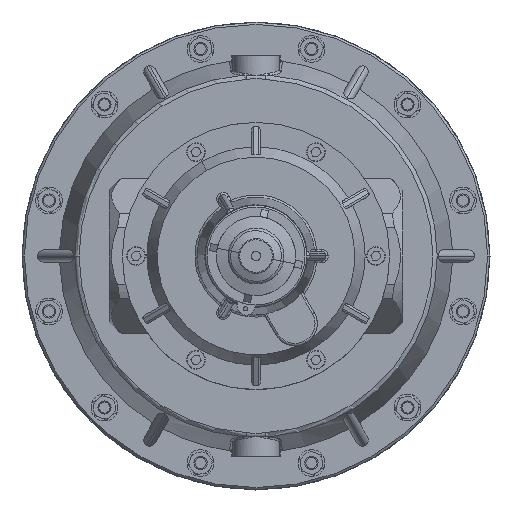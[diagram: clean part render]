
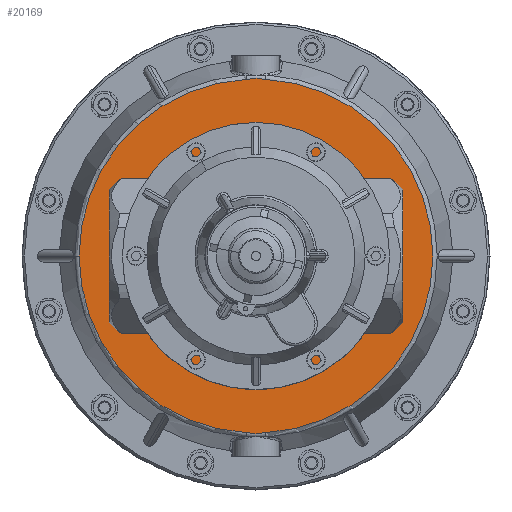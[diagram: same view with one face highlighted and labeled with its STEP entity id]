
A CAD part, front view. The second image highlights one B-rep face of the part: STEP entity #20169.
In plain terms, the highlighted planar face has unit normal (0, -1, 0).
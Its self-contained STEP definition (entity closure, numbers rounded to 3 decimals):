
#104 = FACE_OUTER_BOUND ( 'NONE', #45430, .T. ) ;
#275 = EDGE_CURVE ( 'NONE', #13066, #30646, #21790, .T. ) ;
#2109 = CARTESIAN_POINT ( 'NONE',  ( 4.396, 2., 79.317 ) ) ;
#2551 = VERTEX_POINT ( 'NONE', #59490 ) ;
#2661 = DIRECTION ( 'NONE',  ( 0., -1., 0. ) ) ;
#3168 = CARTESIAN_POINT ( 'NONE',  ( 1.466, 2., -79.699 ) ) ;
#3427 = CARTESIAN_POINT ( 'NONE',  ( -3.657, 2., 79.358 ) ) ;
#3942 = CARTESIAN_POINT ( 'NONE',  ( 1.825, 2., 79.646 ) ) ;
#3965 = ORIENTED_EDGE ( 'NONE', *, *, #14081, .T. ) ;
#4623 = CIRCLE ( 'NONE', #65586, 79.438 ) ;
#5132 = CARTESIAN_POINT ( 'NONE',  ( -45.75, 2., 0. ) ) ;
#5201 = DIRECTION ( 'NONE',  ( 0., -1., 0. ) ) ;
#8661 = CARTESIAN_POINT ( 'NONE',  ( 0., 2., 0. ) ) ;
#9009 = PLANE ( 'NONE',  #69778 ) ;
#9412 = DIRECTION ( 'NONE',  ( 0., -1., 0. ) ) ;
#9429 = CARTESIAN_POINT ( 'NONE',  ( 0.361, 2., 79.802 ) ) ;
#10793 = B_SPLINE_CURVE_WITH_KNOTS ( 'NONE', 3,
 ( #32498, #15649, #56257, #44899, #38433, #67955, #62769, #61984, #56525, #3168, #57051, #73881, #44393, #62250 ),
 .UNSPECIFIED., .F., .F.,
 ( 4, 2, 2, 2, 2, 2, 4 ),
 ( 0., 0.002, 0.003, 0.004, 0.006, 0.007, 0.009 ),
 .UNSPECIFIED. ) ;
#11884 = VERTEX_POINT ( 'NONE', #2109 ) ;
#13066 = VERTEX_POINT ( 'NONE', #5132 ) ;
#14081 = EDGE_CURVE ( 'NONE', #35247, #2551, #72831, .T. ) ;
#14986 = DIRECTION ( 'NONE',  ( -1., 0., 0. ) ) ;
#15025 = CARTESIAN_POINT ( 'NONE',  ( 0., 2., 0. ) ) ;
#15649 = CARTESIAN_POINT ( 'NONE',  ( -3.655, 2., -79.358 ) ) ;
#15654 = CARTESIAN_POINT ( 'NONE',  ( 3.655, 2., 79.358 ) ) ;
#17899 = AXIS2_PLACEMENT_3D ( 'NONE', #62489, #5201, #64283 ) ;
#19144 = ORIENTED_EDGE ( 'NONE', *, *, #275, .F. ) ;
#19601 = CARTESIAN_POINT ( 'NONE',  ( 45.75, 2., 0. ) ) ;
#19833 = CARTESIAN_POINT ( 'NONE',  ( 4.396, 2., 79.317 ) ) ;
#20169 = ADVANCED_FACE ( 'NONE', ( #104, #57582 ), #9009, .T. ) ;
#21790 = CIRCLE ( 'NONE', #49554, 45.75 ) ;
#24300 = ORIENTED_EDGE ( 'NONE', *, *, #46459, .T. ) ;
#25764 = CARTESIAN_POINT ( 'NONE',  ( 0., 2., 0. ) ) ;
#27314 = CARTESIAN_POINT ( 'NONE',  ( 2.924, 2., 79.476 ) ) ;
#27489 = CIRCLE ( 'NONE', #51482, 79.438 ) ;
#30646 = VERTEX_POINT ( 'NONE', #19601 ) ;
#30701 = EDGE_CURVE ( 'NONE', #2551, #75038, #27489, .T. ) ;
#32498 = CARTESIAN_POINT ( 'NONE',  ( -4.396, 2., -79.317 ) ) ;
#33279 = ORIENTED_EDGE ( 'NONE', *, *, #66684, .F. ) ;
#33374 = CIRCLE ( 'NONE', #36045, 45.75 ) ;
#35247 = VERTEX_POINT ( 'NONE', #66470 ) ;
#35611 = ORIENTED_EDGE ( 'NONE', *, *, #68031, .T. ) ;
#36045 = AXIS2_PLACEMENT_3D ( 'NONE', #25764, #9412, #62763 ) ;
#38433 = CARTESIAN_POINT ( 'NONE',  ( -1.459, 2., -79.7 ) ) ;
#38958 = CARTESIAN_POINT ( 'NONE',  ( -0.736, 2., 79.778 ) ) ;
#39214 = CARTESIAN_POINT ( 'NONE',  ( -2.927, 2., 79.475 ) ) ;
#44393 = CARTESIAN_POINT ( 'NONE',  ( 3.657, 2., -79.358 ) ) ;
#44899 = CARTESIAN_POINT ( 'NONE',  ( -1.825, 2., -79.646 ) ) ;
#45410 = CARTESIAN_POINT ( 'NONE',  ( -1.832, 2., 79.645 ) ) ;
#45430 = EDGE_LOOP ( 'NONE', ( #24300, #35611, #3965, #58976, #70455 ) ) ;
#46459 = EDGE_CURVE ( 'NONE', #76839, #11884, #4623, .T. ) ;
#49554 = AXIS2_PLACEMENT_3D ( 'NONE', #15025, #56945, #56409 ) ;
#50412 = DIRECTION ( 'NONE',  ( 0., -1., 0. ) ) ;
#50562 = CARTESIAN_POINT ( 'NONE',  ( -4.396, 2., 79.317 ) ) ;
#51482 = AXIS2_PLACEMENT_3D ( 'NONE', #8661, #2661, #73661 ) ;
#52616 = EDGE_LOOP ( 'NONE', ( #33279, #19144 ) ) ;
#55032 = DIRECTION ( 'NONE',  ( 0., -1., 0. ) ) ;
#56257 = CARTESIAN_POINT ( 'NONE',  ( -2.924, 2., -79.476 ) ) ;
#56409 = DIRECTION ( 'NONE',  ( -1., 0., 0. ) ) ;
#56525 = CARTESIAN_POINT ( 'NONE',  ( 0.736, 2., -79.778 ) ) ;
#56681 = EDGE_CURVE ( 'NONE', #75038, #76839, #10793, .T. ) ;
#56945 = DIRECTION ( 'NONE',  ( 0., -1., 0. ) ) ;
#57051 = CARTESIAN_POINT ( 'NONE',  ( 1.832, 2., -79.645 ) ) ;
#57582 = FACE_BOUND ( 'NONE', #52616, .T. ) ;
#58976 = ORIENTED_EDGE ( 'NONE', *, *, #30701, .T. ) ;
#59490 = CARTESIAN_POINT ( 'NONE',  ( -79.438, 2., 0. ) ) ;
#61984 = CARTESIAN_POINT ( 'NONE',  ( 0.37, 2., -79.802 ) ) ;
#62250 = CARTESIAN_POINT ( 'NONE',  ( 4.396, 2., -79.317 ) ) ;
#62489 = CARTESIAN_POINT ( 'NONE',  ( 0., 2., 0. ) ) ;
#62763 = DIRECTION ( 'NONE',  ( -1., 0., 0. ) ) ;
#62769 = CARTESIAN_POINT ( 'NONE',  ( -0.361, 2., -79.802 ) ) ;
#64283 = DIRECTION ( 'NONE',  ( -1., 0., 0. ) ) ;
#65586 = AXIS2_PLACEMENT_3D ( 'NONE', #67485, #55032, #72917 ) ;
#66470 = CARTESIAN_POINT ( 'NONE',  ( -4.396, 2., 79.317 ) ) ;
#66684 = EDGE_CURVE ( 'NONE', #30646, #13066, #33374, .T. ) ;
#67485 = CARTESIAN_POINT ( 'NONE',  ( 0., 2., 0. ) ) ;
#67955 = CARTESIAN_POINT ( 'NONE',  ( -0.727, 2., -79.779 ) ) ;
#68031 = EDGE_CURVE ( 'NONE', #11884, #35247, #73037, .T. ) ;
#68222 = CARTESIAN_POINT ( 'NONE',  ( 1.459, 2., 79.7 ) ) ;
#69778 = AXIS2_PLACEMENT_3D ( 'NONE', #73495, #50412, #14986 ) ;
#70042 = CARTESIAN_POINT ( 'NONE',  ( 4.396, 2., -79.317 ) ) ;
#70455 = ORIENTED_EDGE ( 'NONE', *, *, #56681, .T. ) ;
#72360 = CARTESIAN_POINT ( 'NONE',  ( -4.396, 2., -79.317 ) ) ;
#72831 = CIRCLE ( 'NONE', #17899, 79.438 ) ;
#72917 = DIRECTION ( 'NONE',  ( -1., 0., 0. ) ) ;
#73037 = B_SPLINE_CURVE_WITH_KNOTS ( 'NONE', 3,
 ( #19833, #15654, #27314, #3942, #68222, #74161, #9429, #73892, #38958, #74418, #45410, #39214, #3427, #50562 ),
 .UNSPECIFIED., .F., .F.,
 ( 4, 2, 2, 2, 2, 2, 4 ),
 ( 0., 0.002, 0.003, 0.004, 0.006, 0.007, 0.009 ),
 .UNSPECIFIED. ) ;
#73495 = CARTESIAN_POINT ( 'NONE',  ( 0., 2., 0. ) ) ;
#73661 = DIRECTION ( 'NONE',  ( -1., 0., 0. ) ) ;
#73881 = CARTESIAN_POINT ( 'NONE',  ( 2.927, 2., -79.475 ) ) ;
#73892 = CARTESIAN_POINT ( 'NONE',  ( -0.37, 2., 79.802 ) ) ;
#74161 = CARTESIAN_POINT ( 'NONE',  ( 0.727, 2., 79.779 ) ) ;
#74418 = CARTESIAN_POINT ( 'NONE',  ( -1.466, 2., 79.699 ) ) ;
#75038 = VERTEX_POINT ( 'NONE', #72360 ) ;
#76839 = VERTEX_POINT ( 'NONE', #70042 ) ;
